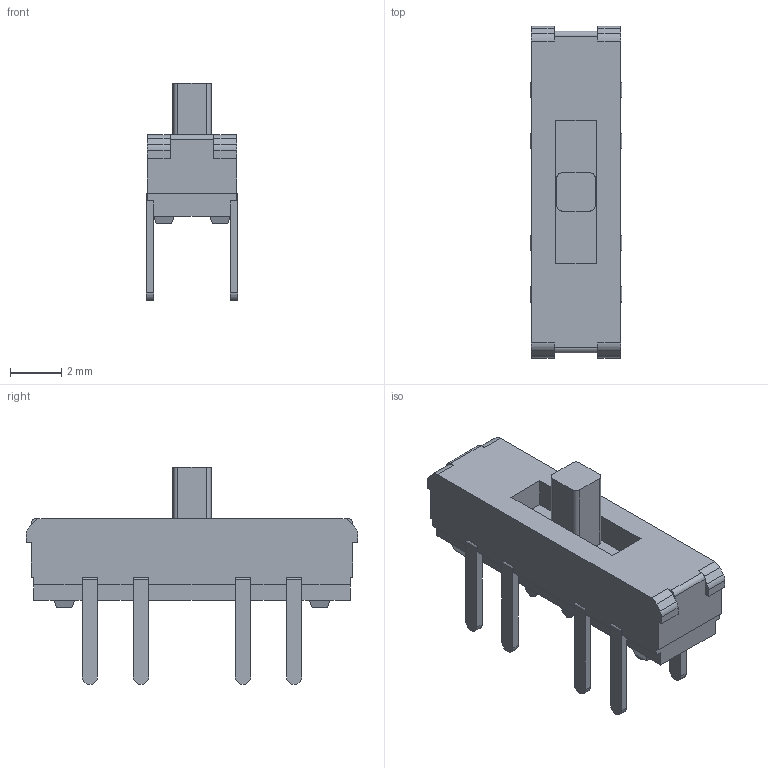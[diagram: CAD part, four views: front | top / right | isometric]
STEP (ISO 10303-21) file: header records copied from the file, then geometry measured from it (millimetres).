
FILE_DESCRIPTION(('HOOPS Exchange Step'),'2;1');
FILE_NAME('temp_export','2023-05-08T16:46:10-07:00',('kevinsanto'),('Shapr3D Limited'),'HOOPS Exchange 2022.1','Shapr3D','Authorized');
FILE_SCHEMA( ('AUTOMOTIVE_DESIGN { 1 0 10303 214 1 1 1 1 }') );
Length unit declared in the file: millimetre
Products named in the file (2): SSSS223600.STEP; root
Assembly tree (1 placements, depth 2):
  root
    SSSS223600.STEP
Bounding box: 3.6 x 13 x 8.5 mm (x, y, z)
Volume: 139.9 mm3; surface area: 277.7 mm2
Topology: 1 solids, 1 shells, 142 faces, 386 edges, 248 vertices
Faces by surface type: plane 112, cylinder 30
Entity records: 4567 total; most frequent: CARTESIAN_POINT 778, ORIENTED_EDGE 772, DIRECTION 734, EDGE_CURVE 386, VECTOR 326, LINE 326, VERTEX_POINT 248, AXIS2_PLACEMENT_3D 204
